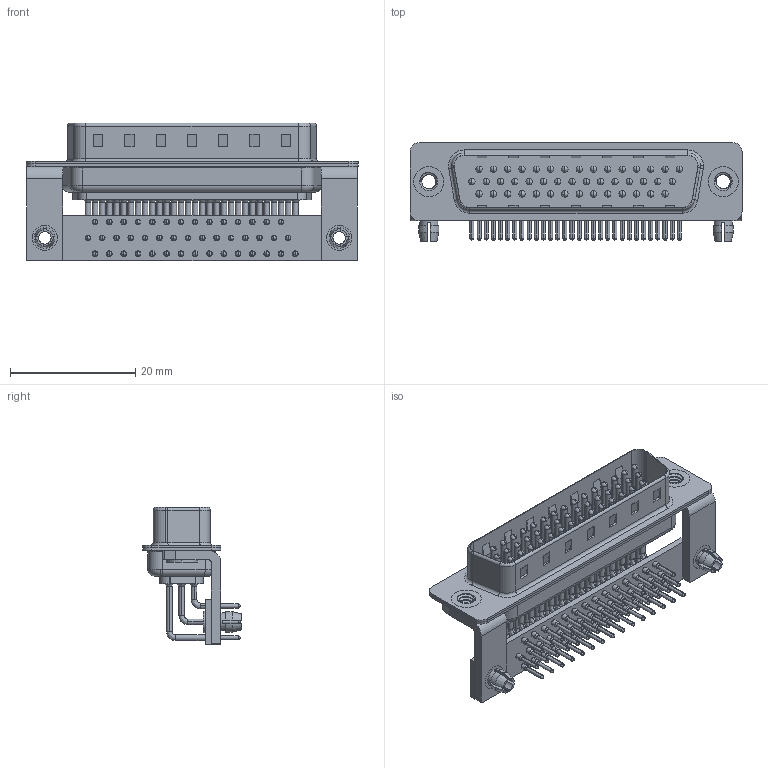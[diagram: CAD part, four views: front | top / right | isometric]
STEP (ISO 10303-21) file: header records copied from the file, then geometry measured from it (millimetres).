
FILE_DESCRIPTION (( 'STEP AP203' ), '1' );
FILE_NAME ('633-M44-363-BN3.STEP', '2018-09-28T00:50:42', ( '' ), ( '' ), 'SwSTEP 2.0', 'SolidWorks 2016', '' );
FILE_SCHEMA (( 'CONFIG_CONTROL_DESIGN' ));
Length unit declared in the file: millimetre
Products named in the file (11): 633M Stabilizer Bracket; 633M Stabilizer Board_44 Contacts; 633M Housing_44 Contacts; 633M Board Lock; 633M Shell Front_44 Contacts; 633-M44-363-BN3; 633M Shell Rear_44 Contacts; 633M Contact Row 1; 633M Contact Row 2; 633M Contact Row 3; 633M 4-40 Threaded Rivet_Stabilizer
Assembly tree (54 placements, depth 2):
  633-M44-363-BN3
    633M Housing_44 Contacts
    633M Shell Front_44 Contacts
    633M Shell Rear_44 Contacts
    633M Contact Row 1  x15
    633M Contact Row 2  x15
    633M Contact Row 3  x14
    633M 4-40 Threaded Rivet_Stabilizer  x2
    633M Stabilizer Bracket  x2
    633M Stabilizer Board_44 Contacts
    633M Board Lock  x2
Bounding box: 53.05 x 15.8 x 22 mm (x, y, z)
Volume: 3800.1 mm3; surface area: 11849.3 mm2
Topology: 54 solids, 54 shells, 5446 faces, 15267 edges, 9944 vertices
Faces by surface type: plane 3061, cylinder 1863, bspline 270, cone 196, torus 56
Entity records: 40433 total; most frequent: CARTESIAN_POINT 7992, DIRECTION 6653, ORIENTED_EDGE 5996, EDGE_CURVE 2998, AXIS2_PLACEMENT_3D 2505, VERTEX_POINT 1958, LINE 1643, VECTOR 1643
